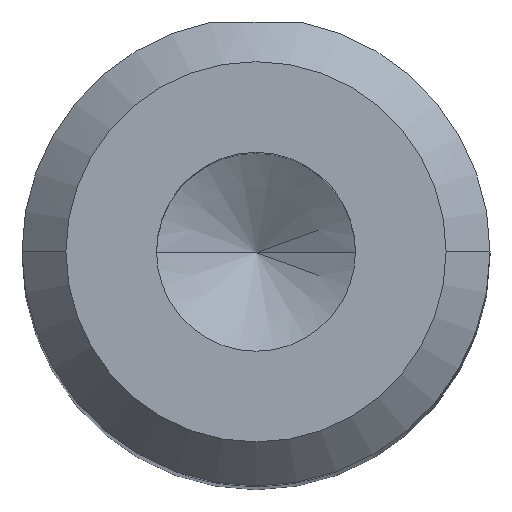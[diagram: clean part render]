
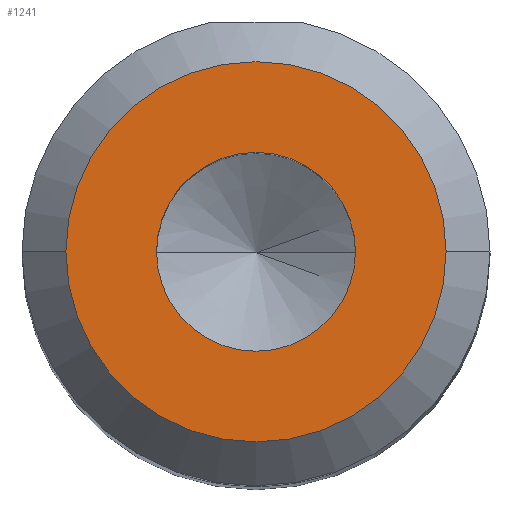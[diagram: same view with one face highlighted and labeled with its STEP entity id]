
A CAD part, top view. The second image highlights one B-rep face of the part: STEP entity #1241.
In plain terms, the highlighted planar face has unit normal (0, 0, 1).
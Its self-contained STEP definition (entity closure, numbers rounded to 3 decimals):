
#21 = ORIENTED_EDGE ( 'NONE', *, *, #1119, .T. ) ;
#28 = AXIS2_PLACEMENT_3D ( 'NONE', #158, #852, #258 ) ;
#124 = EDGE_LOOP ( 'NONE', ( #21, #1261 ) ) ;
#133 = AXIS2_PLACEMENT_3D ( 'NONE', #987, #400, #1097 ) ;
#158 = CARTESIAN_POINT ( 'NONE',  ( 0., 0., 40. ) ) ;
#198 = ORIENTED_EDGE ( 'NONE', *, *, #1125, .F. ) ;
#243 = FACE_BOUND ( 'NONE', #1101, .T. ) ;
#245 = CARTESIAN_POINT ( 'NONE',  ( -6.5, 0., 40. ) ) ;
#258 = DIRECTION ( 'NONE',  ( 1., 0., 0. ) ) ;
#273 = CARTESIAN_POINT ( 'NONE',  ( 0., 0., 40. ) ) ;
#323 = VERTEX_POINT ( 'NONE', #719 ) ;
#331 = AXIS2_PLACEMENT_3D ( 'NONE', #602, #1297, #706 ) ;
#343 = CIRCLE ( 'NONE', #377, 3.4 ) ;
#352 = CARTESIAN_POINT ( 'NONE',  ( 6.5, 0., 40. ) ) ;
#367 = CIRCLE ( 'NONE', #331, 3.4 ) ;
#373 = CARTESIAN_POINT ( 'NONE',  ( 0., 0., 40. ) ) ;
#375 = VERTEX_POINT ( 'NONE', #1118 ) ;
#377 = AXIS2_PLACEMENT_3D ( 'NONE', #373, #1070, #471 ) ;
#400 = DIRECTION ( 'NONE',  ( 0., 0., 1. ) ) ;
#460 = PLANE ( 'NONE',  #1133 ) ;
#466 = DIRECTION ( 'NONE',  ( 0., 0., 1. ) ) ;
#471 = DIRECTION ( 'NONE',  ( 1., 0., 0. ) ) ;
#602 = CARTESIAN_POINT ( 'NONE',  ( 0., 0., 40. ) ) ;
#624 = VERTEX_POINT ( 'NONE', #245 ) ;
#706 = DIRECTION ( 'NONE',  ( 1., 0., 0. ) ) ;
#719 = CARTESIAN_POINT ( 'NONE',  ( 3.4, 0., 40. ) ) ;
#813 = EDGE_CURVE ( 'NONE', #858, #624, #966, .T. ) ;
#852 = DIRECTION ( 'NONE',  ( 0., 0., 1. ) ) ;
#858 = VERTEX_POINT ( 'NONE', #352 ) ;
#886 = EDGE_CURVE ( 'NONE', #375, #323, #343, .T. ) ;
#921 = CIRCLE ( 'NONE', #133, 6.5 ) ;
#966 = CIRCLE ( 'NONE', #28, 6.5 ) ;
#987 = CARTESIAN_POINT ( 'NONE',  ( 0., 0., 40. ) ) ;
#1065 = FACE_OUTER_BOUND ( 'NONE', #124, .T. ) ;
#1070 = DIRECTION ( 'NONE',  ( 0., 0., 1. ) ) ;
#1097 = DIRECTION ( 'NONE',  ( 1., 0., 0. ) ) ;
#1101 = EDGE_LOOP ( 'NONE', ( #198, #1121 ) ) ;
#1118 = CARTESIAN_POINT ( 'NONE',  ( -3.4, 0., 40. ) ) ;
#1119 = EDGE_CURVE ( 'NONE', #624, #858, #921, .T. ) ;
#1121 = ORIENTED_EDGE ( 'NONE', *, *, #886, .F. ) ;
#1125 = EDGE_CURVE ( 'NONE', #323, #375, #367, .T. ) ;
#1133 = AXIS2_PLACEMENT_3D ( 'NONE', #273, #466, #1171 ) ;
#1171 = DIRECTION ( 'NONE',  ( 1., 0., 0. ) ) ;
#1241 = ADVANCED_FACE ( 'NONE', ( #1065, #243 ), #460, .T. ) ;
#1261 = ORIENTED_EDGE ( 'NONE', *, *, #813, .T. ) ;
#1297 = DIRECTION ( 'NONE',  ( 0., 0., 1. ) ) ;
